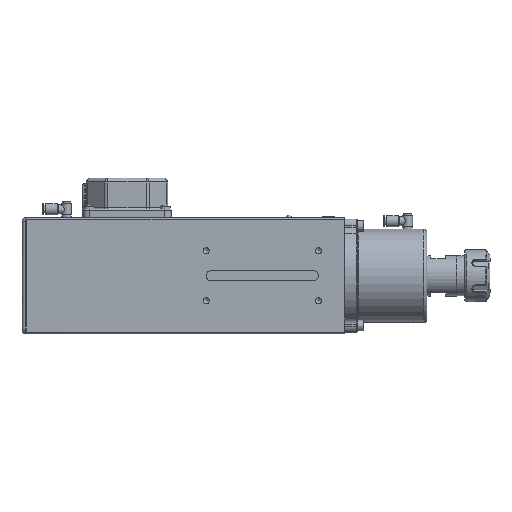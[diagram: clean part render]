
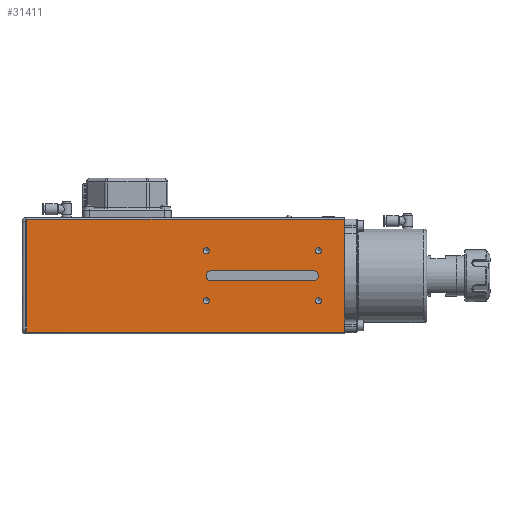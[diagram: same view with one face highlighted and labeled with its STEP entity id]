
A CAD part, left-side view. The second image highlights one B-rep face of the part: STEP entity #31411.
In plain terms, the highlighted planar face has unit normal (-1, 0, 0).
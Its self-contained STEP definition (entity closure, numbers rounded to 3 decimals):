
#2696=CIRCLE('',#33550,4.);
#2697=CIRCLE('',#33551,4.);
#2698=CIRCLE('',#33552,2.459);
#2699=CIRCLE('',#33553,2.459);
#2700=CIRCLE('',#33554,2.459);
#2701=CIRCLE('',#33555,2.459);
#5306=VERTEX_POINT('',#50315);
#5307=VERTEX_POINT('',#50316);
#5582=VERTEX_POINT('',#52272);
#5583=VERTEX_POINT('',#52276);
#5747=VERTEX_POINT('',#53768);
#5772=VERTEX_POINT('',#53825);
#5773=VERTEX_POINT('',#53826);
#5774=VERTEX_POINT('',#53828);
#5775=VERTEX_POINT('',#53830);
#5776=VERTEX_POINT('',#53833);
#5777=VERTEX_POINT('',#53835);
#5778=VERTEX_POINT('',#53837);
#5779=VERTEX_POINT('',#53839);
#8488=VECTOR('',#37951,1.);
#8935=VECTOR('',#38746,1.);
#8936=VECTOR('',#38753,1.);
#9219=VECTOR('',#39656,1.);
#9224=VECTOR('',#39678,1.);
#9227=VECTOR('',#39690,1.);
#9228=VECTOR('',#39693,1.);
#11983=LINE('',#50314,#8488);
#12430=LINE('',#52271,#8935);
#12431=LINE('',#52278,#8936);
#12714=LINE('',#53786,#9219);
#12719=LINE('',#53811,#9224);
#12722=LINE('',#53824,#9227);
#12723=LINE('',#53829,#9228);
#16051=EDGE_CURVE('',#5306,#5307,#11983,.T.);
#16564=EDGE_CURVE('',#5307,#5582,#12430,.T.);
#16567=EDGE_CURVE('',#5583,#5306,#12431,.T.);
#16960=EDGE_CURVE('',#5582,#5747,#12714,.F.);
#16973=EDGE_CURVE('',#5747,#5583,#12719,.F.);
#16980=EDGE_CURVE('',#5772,#5773,#12722,.T.);
#16981=EDGE_CURVE('',#5774,#5772,#2696,.T.);
#16982=EDGE_CURVE('',#5775,#5774,#12723,.T.);
#16983=EDGE_CURVE('',#5773,#5775,#2697,.T.);
#16984=EDGE_CURVE('',#5776,#5776,#2698,.T.);
#16985=EDGE_CURVE('',#5777,#5777,#2699,.T.);
#16986=EDGE_CURVE('',#5778,#5778,#2700,.T.);
#16987=EDGE_CURVE('',#5779,#5779,#2701,.T.);
#25077=ORIENTED_EDGE('',*,*,#16980,.F.);
#25078=ORIENTED_EDGE('',*,*,#16981,.F.);
#25079=ORIENTED_EDGE('',*,*,#16982,.F.);
#25080=ORIENTED_EDGE('',*,*,#16983,.F.);
#25081=ORIENTED_EDGE('',*,*,#16984,.F.);
#25082=ORIENTED_EDGE('',*,*,#16985,.F.);
#25083=ORIENTED_EDGE('',*,*,#16986,.F.);
#25084=ORIENTED_EDGE('',*,*,#16987,.F.);
#25085=ORIENTED_EDGE('',*,*,#16960,.F.);
#25086=ORIENTED_EDGE('',*,*,#16564,.F.);
#25087=ORIENTED_EDGE('',*,*,#16051,.F.);
#25088=ORIENTED_EDGE('',*,*,#16567,.F.);
#25089=ORIENTED_EDGE('',*,*,#16973,.F.);
#27878=EDGE_LOOP('',(#25077,#25078,#25079,#25080));
#27879=EDGE_LOOP('',(#25081));
#27880=EDGE_LOOP('',(#25082));
#27881=EDGE_LOOP('',(#25083));
#27882=EDGE_LOOP('',(#25084));
#27883=EDGE_LOOP('',(#25085,#25086,#25087,#25088,#25089));
#29716=FACE_BOUND('',#27878,.T.);
#29717=FACE_BOUND('',#27879,.T.);
#29718=FACE_BOUND('',#27880,.T.);
#29719=FACE_BOUND('',#27881,.T.);
#29720=FACE_BOUND('',#27882,.T.);
#29721=FACE_BOUND('',#27883,.T.);
#31411=ADVANCED_FACE('',(#29716,#29717,#29718,#29719,#29720,#29721),#57869,
 .T.);
#33549=AXIS2_PLACEMENT_3D('',#53823,#39689,$);
#33550=AXIS2_PLACEMENT_3D('',#53827,#39691,#39692);
#33551=AXIS2_PLACEMENT_3D('',#53831,#39694,#39695);
#33552=AXIS2_PLACEMENT_3D('',#53832,#39696,#39697);
#33553=AXIS2_PLACEMENT_3D('',#53834,#39698,#39699);
#33554=AXIS2_PLACEMENT_3D('',#53836,#39700,#39701);
#33555=AXIS2_PLACEMENT_3D('',#53838,#39702,#39703);
#37951=DIRECTION('',(0.,0.,1.));
#38746=DIRECTION('',(0.,-1.,0.));
#38753=DIRECTION('',(0.,1.,0.));
#39656=DIRECTION('',(0.,0.,1.));
#39678=DIRECTION('',(0.,0.,1.));
#39689=DIRECTION('',(-1.,0.,0.));
#39690=DIRECTION('',(0.,-1.,0.));
#39691=DIRECTION('',(-1.,0.,0.));
#39692=DIRECTION('',(0.,0.,4.));
#39693=DIRECTION('',(0.,1.,0.));
#39694=DIRECTION('',(-1.,0.,0.));
#39695=DIRECTION('',(0.,0.,4.));
#39696=DIRECTION('',(-1.,0.,0.));
#39697=DIRECTION('',(0.,0.,2.459));
#39698=DIRECTION('',(-1.,0.,0.));
#39699=DIRECTION('',(0.,0.,2.459));
#39700=DIRECTION('',(-1.,0.,0.));
#39701=DIRECTION('',(0.,0.,2.459));
#39702=DIRECTION('',(-1.,0.,0.));
#39703=DIRECTION('',(0.,0.,2.459));
#50314=CARTESIAN_POINT('',(-41.,255.,54.455));
#50315=CARTESIAN_POINT('',(-41.,255.,-45.158));
#50316=CARTESIAN_POINT('',(-41.,255.,45.158));
#52271=CARTESIAN_POINT('',(-41.,255.,45.158));
#52272=CARTESIAN_POINT('',(-41.,0.,45.158));
#52276=CARTESIAN_POINT('',(-41.,0.,-45.158));
#52278=CARTESIAN_POINT('',(-41.,255.,-45.158));
#53768=CARTESIAN_POINT('',(-41.,0.,0.));
#53786=CARTESIAN_POINT('',(-41.,0.,55.955));
#53811=CARTESIAN_POINT('',(-41.,0.,55.955));
#53823=CARTESIAN_POINT('',(-41.,298.237,65.411));
#53824=CARTESIAN_POINT('',(-41.,202.619,-4.));
#53825=CARTESIAN_POINT('',(-41.,107.,-4.));
#53826=CARTESIAN_POINT('',(-41.,25.,-4.));
#53827=CARTESIAN_POINT('',(-41.,107.,0.));
#53828=CARTESIAN_POINT('',(-41.,107.,4.));
#53829=CARTESIAN_POINT('',(-41.,161.619,4.));
#53830=CARTESIAN_POINT('',(-41.,25.,4.));
#53831=CARTESIAN_POINT('',(-41.,25.,0.));
#53832=CARTESIAN_POINT('',(-41.,111.,20.));
#53833=CARTESIAN_POINT('',(-41.,111.,22.459));
#53834=CARTESIAN_POINT('',(-41.,21.,20.));
#53835=CARTESIAN_POINT('',(-41.,21.,22.459));
#53836=CARTESIAN_POINT('',(-41.,21.,-20.));
#53837=CARTESIAN_POINT('',(-41.,21.,-17.542));
#53838=CARTESIAN_POINT('',(-41.,111.,-20.));
#53839=CARTESIAN_POINT('',(-41.,111.,-17.542));
#57869=PLANE('',#33549);
